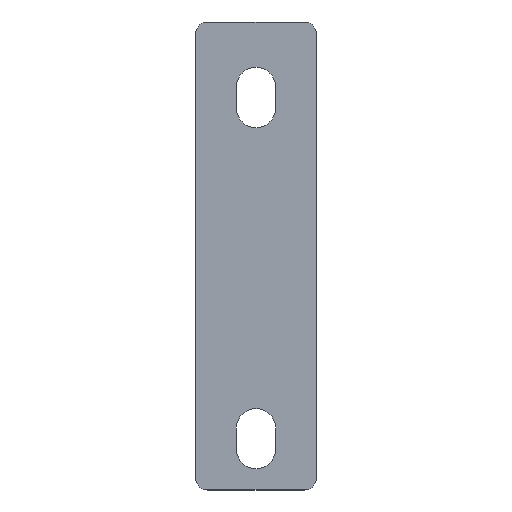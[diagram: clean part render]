
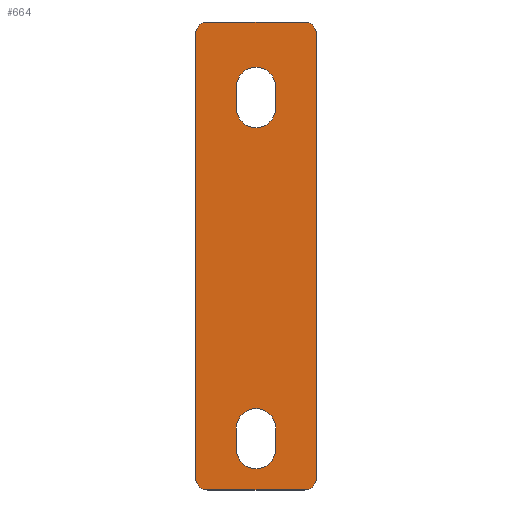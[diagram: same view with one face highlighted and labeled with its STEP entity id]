
A CAD part, top view. The second image highlights one B-rep face of the part: STEP entity #664.
In plain terms, the highlighted planar face has unit normal (0, 0, 1).
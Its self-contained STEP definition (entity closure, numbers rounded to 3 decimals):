
#305=CARTESIAN_POINT('',(16.,73.5,2.5));
#306=DIRECTION('',(0.,0.,1.));
#307=DIRECTION('',(1.,0.,0.));
#308=AXIS2_PLACEMENT_3D('',#305,#306,#307);
#310=DIRECTION('',(0.,1.,0.));
#311=VECTOR('',#310,147.);
#312=CARTESIAN_POINT('',(20.,-73.5,2.5));
#313=LINE('',#312,#311);
#314=CARTESIAN_POINT('',(16.,-73.5,2.5));
#315=DIRECTION('',(0.,0.,1.));
#316=DIRECTION('',(0.,-1.,0.));
#317=AXIS2_PLACEMENT_3D('',#314,#315,#316);
#319=DIRECTION('',(1.,0.,0.));
#320=VECTOR('',#319,32.);
#321=CARTESIAN_POINT('',(-16.,-77.5,2.5));
#322=LINE('',#321,#320);
#323=CARTESIAN_POINT('',(-16.,-73.5,2.5));
#324=DIRECTION('',(0.,0.,1.));
#325=DIRECTION('',(-1.,0.,0.));
#326=AXIS2_PLACEMENT_3D('',#323,#324,#325);
#328=DIRECTION('',(0.,-1.,0.));
#329=VECTOR('',#328,147.);
#330=CARTESIAN_POINT('',(-20.,73.5,2.5));
#331=LINE('',#330,#329);
#332=CARTESIAN_POINT('',(-16.,73.5,2.5));
#333=DIRECTION('',(0.,0.,1.));
#334=DIRECTION('',(0.,1.,0.));
#335=AXIS2_PLACEMENT_3D('',#332,#333,#334);
#337=DIRECTION('',(-1.,0.,0.));
#338=VECTOR('',#337,32.);
#339=CARTESIAN_POINT('',(16.,77.5,2.5));
#340=LINE('',#339,#338);
#341=CARTESIAN_POINT('',(0.,56.,2.5));
#342=DIRECTION('',(0.,0.,1.));
#343=DIRECTION('',(1.,0.,0.));
#344=AXIS2_PLACEMENT_3D('',#341,#342,#343);
#346=DIRECTION('',(0.,-1.,0.));
#347=VECTOR('',#346,7.);
#348=CARTESIAN_POINT('',(-6.5,56.,2.5));
#349=LINE('',#348,#347);
#350=CARTESIAN_POINT('',(0.,49.,2.5));
#351=DIRECTION('',(0.,0.,1.));
#352=DIRECTION('',(-1.,0.,0.));
#353=AXIS2_PLACEMENT_3D('',#350,#351,#352);
#355=DIRECTION('',(0.,1.,0.));
#356=VECTOR('',#355,7.);
#357=CARTESIAN_POINT('',(6.5,49.,2.5));
#358=LINE('',#357,#356);
#359=CARTESIAN_POINT('',(0.,-57.,2.5));
#360=DIRECTION('',(0.,0.,1.));
#361=DIRECTION('',(1.,0.,0.));
#362=AXIS2_PLACEMENT_3D('',#359,#360,#361);
#364=DIRECTION('',(0.,-1.,0.));
#365=VECTOR('',#364,7.);
#366=CARTESIAN_POINT('',(-6.5,-57.,2.5));
#367=LINE('',#366,#365);
#368=CARTESIAN_POINT('',(0.,-64.,2.5));
#369=DIRECTION('',(0.,0.,1.));
#370=DIRECTION('',(-1.,0.,0.));
#371=AXIS2_PLACEMENT_3D('',#368,#369,#370);
#373=DIRECTION('',(0.,1.,0.));
#374=VECTOR('',#373,7.);
#375=CARTESIAN_POINT('',(6.5,-64.,2.5));
#376=LINE('',#375,#374);
#413=CARTESIAN_POINT('',(20.,73.5,2.5));
#414=VERTEX_POINT('',#413);
#415=CARTESIAN_POINT('',(16.,77.5,2.5));
#416=VERTEX_POINT('',#415);
#421=CARTESIAN_POINT('',(-16.,77.5,2.5));
#422=VERTEX_POINT('',#421);
#423=CARTESIAN_POINT('',(-20.,73.5,2.5));
#424=VERTEX_POINT('',#423);
#429=CARTESIAN_POINT('',(16.,-77.5,2.5));
#430=VERTEX_POINT('',#429);
#431=CARTESIAN_POINT('',(20.,-73.5,2.5));
#432=VERTEX_POINT('',#431);
#437=CARTESIAN_POINT('',(-20.,-73.5,2.5));
#438=VERTEX_POINT('',#437);
#439=CARTESIAN_POINT('',(-16.,-77.5,2.5));
#440=VERTEX_POINT('',#439);
#457=CARTESIAN_POINT('',(6.5,56.,2.5));
#458=CARTESIAN_POINT('',(-6.5,56.,2.5));
#459=VERTEX_POINT('',#457);
#460=VERTEX_POINT('',#458);
#461=CARTESIAN_POINT('',(-6.5,49.,2.5));
#462=VERTEX_POINT('',#461);
#463=CARTESIAN_POINT('',(6.5,49.,2.5));
#464=VERTEX_POINT('',#463);
#465=CARTESIAN_POINT('',(6.5,-57.,2.5));
#466=CARTESIAN_POINT('',(-6.5,-57.,2.5));
#467=VERTEX_POINT('',#465);
#468=VERTEX_POINT('',#466);
#469=CARTESIAN_POINT('',(-6.5,-64.,2.5));
#470=VERTEX_POINT('',#469);
#471=CARTESIAN_POINT('',(6.5,-64.,2.5));
#472=VERTEX_POINT('',#471);
#629=CARTESIAN_POINT('',(0.,0.,2.5));
#630=DIRECTION('',(0.,0.,1.));
#631=DIRECTION('',(1.,0.,0.));
#632=AXIS2_PLACEMENT_3D('',#629,#630,#631);
#633=PLANE('',#632);
#634=ORIENTED_EDGE('',*,*,#525,.F.);
#635=ORIENTED_EDGE('',*,*,#541,.F.);
#636=ORIENTED_EDGE('',*,*,#554,.F.);
#637=ORIENTED_EDGE('',*,*,#569,.F.);
#638=ORIENTED_EDGE('',*,*,#582,.F.);
#639=ORIENTED_EDGE('',*,*,#595,.F.);
#640=ORIENTED_EDGE('',*,*,#610,.F.);
#641=ORIENTED_EDGE('',*,*,#622,.F.);
#642=EDGE_LOOP('',(#634,#635,#636,#637,#638,#639,#640,#641));
#643=FACE_OUTER_BOUND('',#642,.F.);
#645=ORIENTED_EDGE('',*,*,#644,.T.);
#647=ORIENTED_EDGE('',*,*,#646,.T.);
#649=ORIENTED_EDGE('',*,*,#648,.T.);
#651=ORIENTED_EDGE('',*,*,#650,.T.);
#652=EDGE_LOOP('',(#645,#647,#649,#651));
#653=FACE_BOUND('',#652,.F.);
#655=ORIENTED_EDGE('',*,*,#654,.T.);
#657=ORIENTED_EDGE('',*,*,#656,.T.);
#659=ORIENTED_EDGE('',*,*,#658,.T.);
#661=ORIENTED_EDGE('',*,*,#660,.T.);
#662=EDGE_LOOP('',(#655,#657,#659,#661));
#663=FACE_BOUND('',#662,.F.);
#664=ADVANCED_FACE('',(#643,#653,#663),#633,.T.);
#309=CIRCLE('',#308,4.);
#318=CIRCLE('',#317,4.);
#327=CIRCLE('',#326,4.);
#336=CIRCLE('',#335,4.);
#345=CIRCLE('',#344,6.5);
#354=CIRCLE('',#353,6.5);
#363=CIRCLE('',#362,6.5);
#372=CIRCLE('',#371,6.5);
#525=EDGE_CURVE('',#414,#416,#309,.T.);
#541=EDGE_CURVE('',#432,#414,#313,.T.);
#554=EDGE_CURVE('',#430,#432,#318,.T.);
#569=EDGE_CURVE('',#440,#430,#322,.T.);
#582=EDGE_CURVE('',#438,#440,#327,.T.);
#595=EDGE_CURVE('',#424,#438,#331,.T.);
#610=EDGE_CURVE('',#422,#424,#336,.T.);
#622=EDGE_CURVE('',#416,#422,#340,.T.);
#644=EDGE_CURVE('',#459,#460,#345,.T.);
#646=EDGE_CURVE('',#460,#462,#349,.T.);
#648=EDGE_CURVE('',#462,#464,#354,.T.);
#650=EDGE_CURVE('',#464,#459,#358,.T.);
#654=EDGE_CURVE('',#467,#468,#363,.T.);
#656=EDGE_CURVE('',#468,#470,#367,.T.);
#658=EDGE_CURVE('',#470,#472,#372,.T.);
#660=EDGE_CURVE('',#472,#467,#376,.T.);
